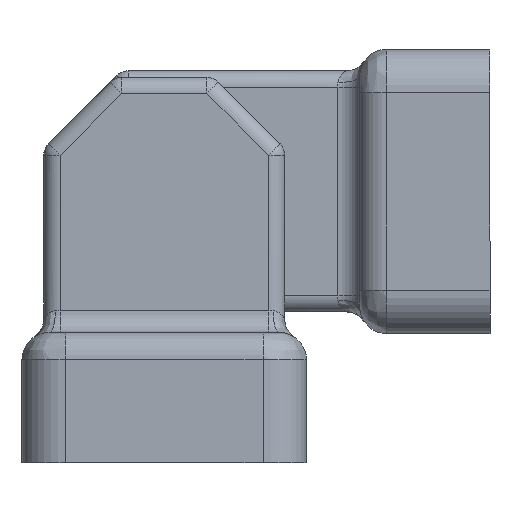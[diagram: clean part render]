
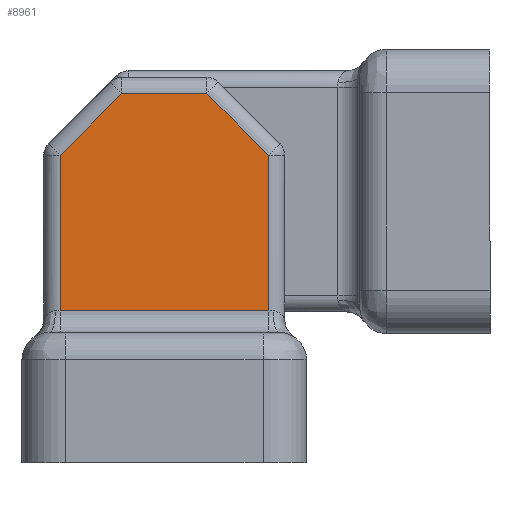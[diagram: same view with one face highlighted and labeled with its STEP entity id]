
A CAD part, front view. The second image highlights one B-rep face of the part: STEP entity #8961.
In plain terms, the highlighted planar face has unit normal (0, -1, 0).
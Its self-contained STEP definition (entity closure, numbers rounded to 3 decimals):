
#572=PLANE('',#9591);
#677=LINE('',#13531,#1091);
#681=LINE('',#13589,#1095);
#683=LINE('',#13595,#1097);
#684=LINE('',#13597,#1098);
#685=LINE('',#13599,#1099);
#686=LINE('',#13600,#1100);
#1091=VECTOR('',#10736,19.2);
#1095=VECTOR('',#10754,14.32);
#1097=VECTOR('',#10760,14.32);
#1098=VECTOR('',#10761,8.033);
#1099=VECTOR('',#10762,7.84);
#1100=VECTOR('',#10763,8.033);
#1792=FACE_OUTER_BOUND('',#2401,.T.);
#2401=EDGE_LOOP('',(#6118,#6119,#6120,#6121,#6122,#6123));
#3919=VERTEX_POINT('',#13514);
#3923=VERTEX_POINT('',#13529);
#3928=VERTEX_POINT('',#13588);
#3930=VERTEX_POINT('',#13594);
#3931=VERTEX_POINT('',#13596);
#3932=VERTEX_POINT('',#13598);
#4727=EDGE_CURVE('',#3923,#3919,#677,.T.);
#4737=EDGE_CURVE('',#3919,#3928,#681,.T.);
#4740=EDGE_CURVE('',#3923,#3930,#683,.T.);
#4741=EDGE_CURVE('',#3931,#3930,#684,.T.);
#4742=EDGE_CURVE('',#3932,#3931,#685,.T.);
#4743=EDGE_CURVE('',#3928,#3932,#686,.T.);
#6118=ORIENTED_EDGE('',*,*,#4727,.F.);
#6119=ORIENTED_EDGE('',*,*,#4740,.T.);
#6120=ORIENTED_EDGE('',*,*,#4741,.F.);
#6121=ORIENTED_EDGE('',*,*,#4742,.F.);
#6122=ORIENTED_EDGE('',*,*,#4743,.F.);
#6123=ORIENTED_EDGE('',*,*,#4737,.F.);
#8961=ADVANCED_FACE('',(#1792),#572,.F.);
#9591=AXIS2_PLACEMENT_3D('',#13593,#10758,#10759);
#10736=DIRECTION('',(-1.,0.,0.));
#10754=DIRECTION('',(0.,0.,1.));
#10758=DIRECTION('center_axis',(0.,1.,0.));
#10759=DIRECTION('ref_axis',(0.,0.,-1.));
#10760=DIRECTION('',(0.,0.,1.));
#10761=DIRECTION('',(0.707,0.,-0.707));
#10762=DIRECTION('',(1.,0.,0.));
#10763=DIRECTION('',(0.707,0.,0.707));
#13514=CARTESIAN_POINT('',(228.5,-35.6,14.));
#13529=CARTESIAN_POINT('',(247.7,-35.6,14.));
#13531=CARTESIAN_POINT('',(238.1,-35.6,14.));
#13588=CARTESIAN_POINT('',(228.5,-35.6,28.32));
#13589=CARTESIAN_POINT('',(228.5,-35.6,29.278));
#13593=CARTESIAN_POINT('Origin',(227.1,-35.6,46.557));
#13594=CARTESIAN_POINT('',(247.7,-35.6,28.32));
#13595=CARTESIAN_POINT('',(247.7,-35.6,37.728));
#13596=CARTESIAN_POINT('',(242.02,-35.6,34.));
#13597=CARTESIAN_POINT('',(234.946,-35.6,41.074));
#13598=CARTESIAN_POINT('',(234.18,-35.6,34.));
#13599=CARTESIAN_POINT('',(230.35,-35.6,34.));
#13600=CARTESIAN_POINT('',(232.504,-35.6,32.324));
